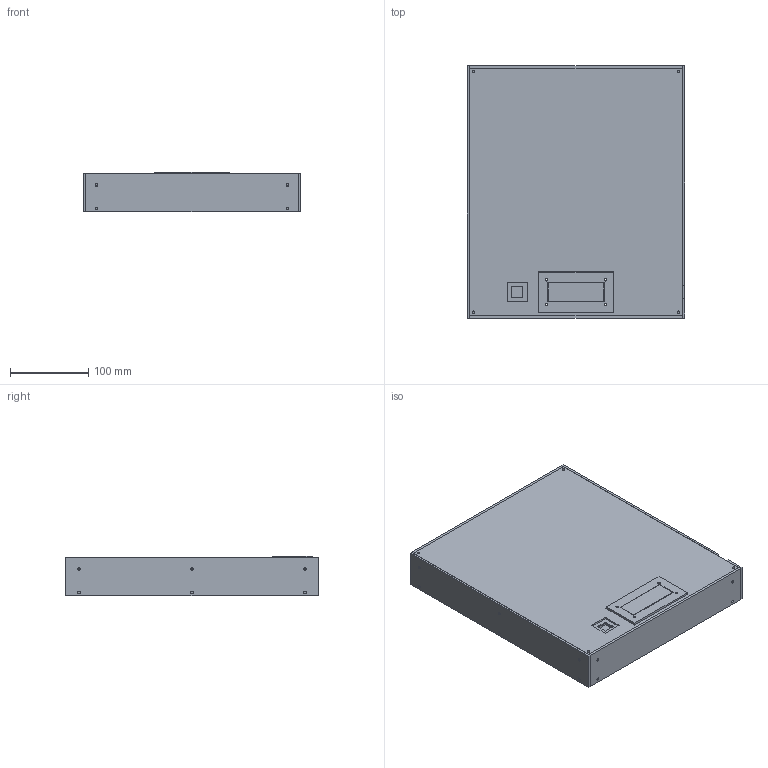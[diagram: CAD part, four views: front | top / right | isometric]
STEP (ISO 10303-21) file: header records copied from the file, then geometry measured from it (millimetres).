
FILE_DESCRIPTION(/* description */ (''),/* implementation_level */ '2;1');
FILE_NAME(/* name */ 'Case v29.step',/* time_stamp */ '2023-08-17T06:49:15+12:00',/* author */ (''),/* organization */ (''),/* preprocessor_version */ 'ST-DEVELOPER v20',/* originating_system */ 'Autodesk Translation Framework v12.9.0.99',/* authorisation */ '');
FILE_SCHEMA (('AUTOMOTIVE_DESIGN { 1 0 10303 214 3 1 1 }'));
Length unit declared in the file: millimetre
Products named in the file (15): Case; PCB; Connectors; Washer; PlateWasher; Corner; Hardware; Panels; Panel1; Panel2; Panel3; TopPanel; Brace; SwitchPlate; ScreenCover
Assembly tree (26 placements, depth 3):
  Case
    PCB
    Connectors
      Corner  x6
      Washer  x4
      PlateWasher  x4
    Hardware
    Panels
      Panel1  x2
      Panel2
      Panel3
      TopPanel
      Brace
    SwitchPlate
    ScreenCover
Bounding box: 277.2 x 322.2 x 51 mm (x, y, z)
Volume: 679632.8 mm3; surface area: 520600.2 mm2
Topology: 23 solids, 23 shells, 289 faces, 630 edges, 420 vertices
Faces by surface type: plane 203, cylinder 86
Full cylindrical faces by diameter (mm): 2.8 x4, 2.9 x28, 3.2 x40, 4.6 x6, 5.2 x8
Entity records: 5589 total; most frequent: DIRECTION 907, CARTESIAN_POINT 881, ORIENTED_EDGE 810, EDGE_CURVE 405, LINE 315, VECTOR 315, AXIS2_PLACEMENT_3D 296, VERTEX_POINT 270
